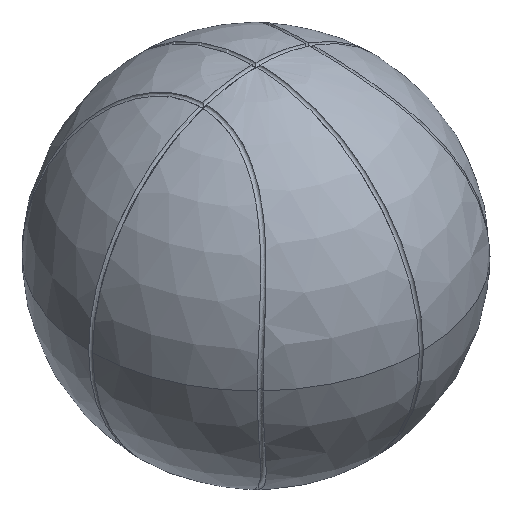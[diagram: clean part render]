
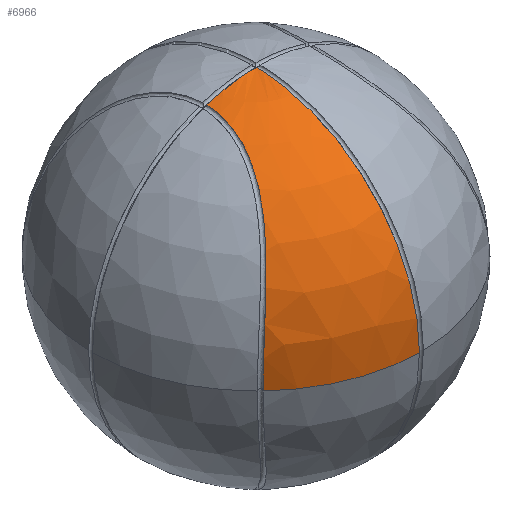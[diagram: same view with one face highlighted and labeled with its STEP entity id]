
A CAD part, isometric view. The second image highlights one B-rep face of the part: STEP entity #6966.
In plain terms, the highlighted spherical face has radius 125 mm.
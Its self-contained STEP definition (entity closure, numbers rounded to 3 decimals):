
#6 = CARTESIAN_POINT ( 'NONE',  ( -38.586, -1.5, 118.886 ) ) ;
#31 = VERTEX_POINT ( 'NONE', #4365 ) ;
#43 = CARTESIAN_POINT ( 'NONE',  ( -52.131, -53.399, 100.296 ) ) ;
#212 = CARTESIAN_POINT ( 'NONE',  ( -85.664, -91.031, 0. ) ) ;
#412 = ORIENTED_EDGE ( 'NONE', *, *, #6247, .F. ) ;
#473 = SPHERICAL_SURFACE ( 'NONE', #2070, 125. ) ;
#474 = CARTESIAN_POINT ( 'NONE',  ( 0., 0., 0. ) ) ;
#532 = CARTESIAN_POINT ( 'NONE',  ( -75.068, -82.567, 56.354 ) ) ;
#683 = CARTESIAN_POINT ( 'NONE',  ( -50.054, -49.393, 103.36 ) ) ;
#770 = CARTESIAN_POINT ( 'NONE',  ( -42.522, -29.666, 113.798 ) ) ;
#787 = B_SPLINE_CURVE_WITH_KNOTS ( 'NONE', 3,
 ( #5981, #2899, #3529, #4088, #4696, #6581, #7854, #1096, #7254, #7147, #6018, #6547, #5343, #1059, #5382, #3492, #532, #1170, #3601, #4771, #7779, #4808, #7817, #1732, #7218, #4165, #2976, #6052, #2372, #3638, #2622, #6171, #4880, #43, #2530, #683, #6859, #4407, #6213, #6730, #5055, #6770, #1375, #770, #3679, #7498, #4361, #3213, #6812, #6 ),
 .UNSPECIFIED., .F., .F.,
 ( 4, 2, 2, 2, 2, 2, 2, 2, 2, 2, 2, 2, 2, 2, 2, 2, 2, 2, 2, 2, 2, 2, 2, 2, 4 ),
 ( 0., 0.011, 0.017, 0.022, 0.033, 0.044, 0.049, 0.055, 0.06, 0.066, 0.071, 0.077, 0.088, 0.099, 0.104, 0.109, 0.115, 0.12, 0.126, 0.131, 0.137, 0.142, 0.153, 0.164, 0.175 ),
 .UNSPECIFIED. ) ;
#1020 = DIRECTION ( 'NONE',  ( 0., 0., -1. ) ) ;
#1059 = CARTESIAN_POINT ( 'NONE',  ( -77.398, -84.617, 49.778 ) ) ;
#1096 = CARTESIAN_POINT ( 'NONE',  ( -83.518, -89.487, 25.595 ) ) ;
#1170 = CARTESIAN_POINT ( 'NONE',  ( -73.824, -81.422, 59.572 ) ) ;
#1375 = CARTESIAN_POINT ( 'NONE',  ( -44.015, -34.52, 111.801 ) ) ;
#1410 = VERTEX_POINT ( 'NONE', #1991 ) ;
#1673 = CARTESIAN_POINT ( 'NONE',  ( -1.5, -124.991, 0. ) ) ;
#1732 = CARTESIAN_POINT ( 'NONE',  ( -66.977, -74.456, 74.891 ) ) ;
#1938 = FACE_OUTER_BOUND ( 'NONE', #7536, .T. ) ;
#1991 = CARTESIAN_POINT ( 'NONE',  ( -85.663, -91.031, 0.323 ) ) ;
#2070 = AXIS2_PLACEMENT_3D ( 'NONE', #2916, #4325, #6779 ) ;
#2372 = CARTESIAN_POINT ( 'NONE',  ( -57.996, -62.988, 91.09 ) ) ;
#2460 = EDGE_CURVE ( 'NONE', #7216, #1410, #2807, .T. ) ;
#2530 = CARTESIAN_POINT ( 'NONE',  ( -51.427, -52.087, 101.344 ) ) ;
#2622 = CARTESIAN_POINT ( 'NONE',  ( -55.755, -59.576, 94.712 ) ) ;
#2700 = CARTESIAN_POINT ( 'NONE',  ( -85.664, -91.031, 0.27 ) ) ;
#2807 = B_SPLINE_CURVE_WITH_KNOTS ( 'NONE', 3,
 ( #212, #3207, #6205, #2700, #5610 ),
 .UNSPECIFIED., .F., .F.,
 ( 4, 1, 4 ),
 ( 0., 0., 0. ),
 .UNSPECIFIED. ) ;
#2899 = CARTESIAN_POINT ( 'NONE',  ( -85.656, -91.026, 3.962 ) ) ;
#2916 = CARTESIAN_POINT ( 'NONE',  ( 0., 0., 0. ) ) ;
#2955 = DIRECTION ( 'NONE',  ( 0., 0., 1. ) ) ;
#2976 = CARTESIAN_POINT ( 'NONE',  ( -61.008, -67.22, 86.01 ) ) ;
#2993 = AXIS2_PLACEMENT_3D ( 'NONE', #474, #2955, #3545 ) ;
#3096 = ORIENTED_EDGE ( 'NONE', *, *, #7895, .T. ) ;
#3207 = CARTESIAN_POINT ( 'NONE',  ( -85.664, -91.031, 0.054 ) ) ;
#3213 = CARTESIAN_POINT ( 'NONE',  ( -38.862, -8.769, 118.537 ) ) ;
#3492 = CARTESIAN_POINT ( 'NONE',  ( -75.672, -83.109, 54.727 ) ) ;
#3529 = CARTESIAN_POINT ( 'NONE',  ( -85.514, -90.928, 7.597 ) ) ;
#3545 = DIRECTION ( 'NONE',  ( 1., 0., 0. ) ) ;
#3566 = DIRECTION ( 'NONE',  ( 0., -1., 0. ) ) ;
#3601 = CARTESIAN_POINT ( 'NONE',  ( -73.182, -80.818, 61.165 ) ) ;
#3638 = CARTESIAN_POINT ( 'NONE',  ( -56.499, -60.739, 93.525 ) ) ;
#3679 = CARTESIAN_POINT ( 'NONE',  ( -41.658, -26.329, 114.933 ) ) ;
#3762 = CARTESIAN_POINT ( 'NONE',  ( -1.5, 0., 0. ) ) ;
#3774 = CARTESIAN_POINT ( 'NONE',  ( -85.664, -91.031, 0. ) ) ;
#3880 = AXIS2_PLACEMENT_3D ( 'NONE', #4235, #3566, #1020 ) ;
#4088 = CARTESIAN_POINT ( 'NONE',  ( -85.107, -90.639, 13.026 ) ) ;
#4165 = CARTESIAN_POINT ( 'NONE',  ( -62.522, -69.173, 83.333 ) ) ;
#4235 = CARTESIAN_POINT ( 'NONE',  ( 0., -1.5, 0. ) ) ;
#4325 = DIRECTION ( 'NONE',  ( 0., 0., -1. ) ) ;
#4361 = CARTESIAN_POINT ( 'NONE',  ( -39.656, -15.927, 117.524 ) ) ;
#4365 = CARTESIAN_POINT ( 'NONE',  ( -1.5, -1.5, 124.982 ) ) ;
#4407 = CARTESIAN_POINT ( 'NONE',  ( -48.085, -45.173, 106.186 ) ) ;
#4422 = VERTEX_POINT ( 'NONE', #4713 ) ;
#4587 = EDGE_CURVE ( 'NONE', #7216, #6951, #5425, .T. ) ;
#4599 = ORIENTED_EDGE ( 'NONE', *, *, #4587, .T. ) ;
#4696 = CARTESIAN_POINT ( 'NONE',  ( -84.939, -90.519, 14.834 ) ) ;
#4713 = CARTESIAN_POINT ( 'NONE',  ( -38.586, -1.5, 118.886 ) ) ;
#4771 = CARTESIAN_POINT ( 'NONE',  ( -71.867, -79.549, 64.307 ) ) ;
#4808 = CARTESIAN_POINT ( 'NONE',  ( -69.818, -77.485, 68.919 ) ) ;
#4880 = CARTESIAN_POINT ( 'NONE',  ( -53.56, -55.946, 98.131 ) ) ;
#4965 = DIRECTION ( 'NONE',  ( 0., 0., 1. ) ) ;
#5055 = CARTESIAN_POINT ( 'NONE',  ( -45.656, -39.215, 109.572 ) ) ;
#5288 = CIRCLE ( 'NONE', #3880, 124.991 ) ;
#5343 = CARTESIAN_POINT ( 'NONE',  ( -78.475, -85.526, 46.425 ) ) ;
#5381 = CIRCLE ( 'NONE', #6284, 124.991 ) ;
#5382 = CARTESIAN_POINT ( 'NONE',  ( -76.836, -84.133, 51.44 ) ) ;
#5425 = CIRCLE ( 'NONE', #2993, 125. ) ;
#5610 = CARTESIAN_POINT ( 'NONE',  ( -85.663, -91.031, 0.323 ) ) ;
#5771 = ORIENTED_EDGE ( 'NONE', *, *, #2460, .F. ) ;
#5981 = CARTESIAN_POINT ( 'NONE',  ( -85.663, -91.031, 0.323 ) ) ;
#6018 = CARTESIAN_POINT ( 'NONE',  ( -80.459, -87.147, 39.623 ) ) ;
#6052 = CARTESIAN_POINT ( 'NONE',  ( -58.748, -64.073, 89.842 ) ) ;
#6113 = EDGE_CURVE ( 'NONE', #31, #4422, #5288, .T. ) ;
#6171 = CARTESIAN_POINT ( 'NONE',  ( -54.286, -57.18, 97.014 ) ) ;
#6205 = CARTESIAN_POINT ( 'NONE',  ( -85.664, -91.031, 0.162 ) ) ;
#6213 = CARTESIAN_POINT ( 'NONE',  ( -47.453, -43.715, 107.077 ) ) ;
#6247 = EDGE_CURVE ( 'NONE', #1410, #4422, #787, .T. ) ;
#6284 = AXIS2_PLACEMENT_3D ( 'NONE', #3762, #6946, #4965 ) ;
#6547 = CARTESIAN_POINT ( 'NONE',  ( -78.99, -85.952, 44.735 ) ) ;
#6581 = CARTESIAN_POINT ( 'NONE',  ( -84.539, -90.231, 18.437 ) ) ;
#6730 = CARTESIAN_POINT ( 'NONE',  ( -46.239, -40.736, 108.77 ) ) ;
#6770 = CARTESIAN_POINT ( 'NONE',  ( -44.544, -36.108, 111.087 ) ) ;
#6779 = DIRECTION ( 'NONE',  ( 0., -1., 0. ) ) ;
#6812 = CARTESIAN_POINT ( 'NONE',  ( -38.634, -5.13, 118.824 ) ) ;
#6859 = CARTESIAN_POINT ( 'NONE',  ( -49.385, -48.011, 104.328 ) ) ;
#6894 = ORIENTED_EDGE ( 'NONE', *, *, #6113, .T. ) ;
#6946 = DIRECTION ( 'NONE',  ( -1., 0., 0. ) ) ;
#6951 = VERTEX_POINT ( 'NONE', #1673 ) ;
#6966 = ADVANCED_FACE ( 'NONE', ( #1938 ), #473, .T. ) ;
#7147 = CARTESIAN_POINT ( 'NONE',  ( -81.338, -87.835, 36.156 ) ) ;
#7216 = VERTEX_POINT ( 'NONE', #3774 ) ;
#7218 = CARTESIAN_POINT ( 'NONE',  ( -65.508, -72.793, 77.77 ) ) ;
#7254 = CARTESIAN_POINT ( 'NONE',  ( -82.867, -89.004, 29.147 ) ) ;
#7498 = CARTESIAN_POINT ( 'NONE',  ( -40.221, -19.441, 116.802 ) ) ;
#7536 = EDGE_LOOP ( 'NONE', ( #5771, #4599, #3096, #6894, #412 ) ) ;
#7779 = CARTESIAN_POINT ( 'NONE',  ( -71.193, -78.883, 65.858 ) ) ;
#7817 = CARTESIAN_POINT ( 'NONE',  ( -69.116, -76.753, 70.43 ) ) ;
#7854 = CARTESIAN_POINT ( 'NONE',  ( -84.307, -90.063, 20.232 ) ) ;
#7895 = EDGE_CURVE ( 'NONE', #6951, #31, #5381, .T. ) ;
